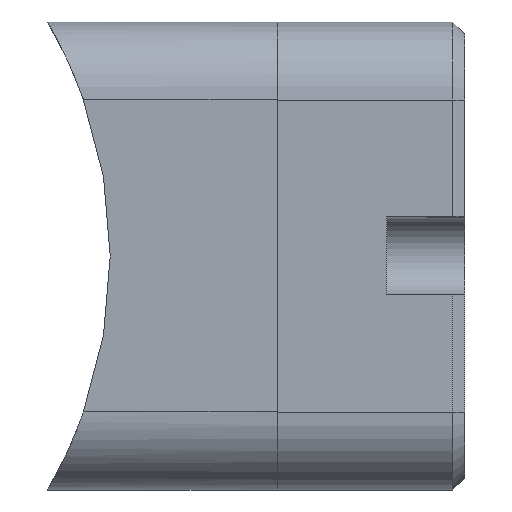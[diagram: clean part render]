
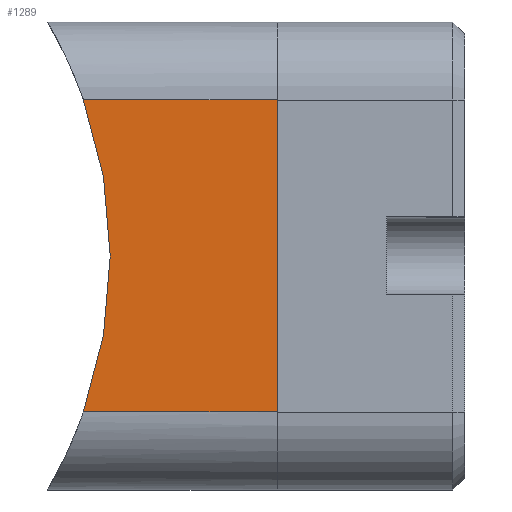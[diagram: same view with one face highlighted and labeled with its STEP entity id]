
A CAD part, left-side view. The second image highlights one B-rep face of the part: STEP entity #1289.
In plain terms, the highlighted planar face has unit normal (-1, 0, 0).
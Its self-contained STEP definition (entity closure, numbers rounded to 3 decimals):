
#327 = AXIS2_PLACEMENT_3D ( 'NONE', #2097, #2083, #867 ) ;
#487 = EDGE_CURVE ( 'NONE', #1581, #1409, #1158, .T. ) ;
#582 = VECTOR ( 'NONE', #1568, 1000. ) ;
#764 = CARTESIAN_POINT ( 'NONE',  ( -15., 6., -7.5 ) ) ;
#867 = DIRECTION ( 'NONE',  ( 0., 0., -1. ) ) ;
#923 = VERTEX_POINT ( 'NONE', #1558 ) ;
#925 = DIRECTION ( 'NONE',  ( 1., 0., 0. ) ) ;
#952 = VECTOR ( 'NONE', #1175, 1000. ) ;
#957 = LINE ( 'NONE', #1353, #582 ) ;
#1158 = LINE ( 'NONE', #764, #952 ) ;
#1162 = AXIS2_PLACEMENT_3D ( 'NONE', #2574, #925, #2543 ) ;
#1174 = CARTESIAN_POINT ( 'NONE',  ( -15., 6., 5. ) ) ;
#1175 = DIRECTION ( 'NONE',  ( 0., 0., 1. ) ) ;
#1289 = ADVANCED_FACE ( 'NONE', ( #1955 ), #2130, .F. ) ;
#1353 = CARTESIAN_POINT ( 'NONE',  ( -15., 15.093, 5. ) ) ;
#1408 = EDGE_CURVE ( 'NONE', #923, #1581, #2406, .T. ) ;
#1409 = VERTEX_POINT ( 'NONE', #1174 ) ;
#1474 = ORIENTED_EDGE ( 'NONE', *, *, #2271, .T. ) ;
#1487 = CARTESIAN_POINT ( 'NONE',  ( -15., 6., -5. ) ) ;
#1558 = CARTESIAN_POINT ( 'NONE',  ( -15., 12.214, -5. ) ) ;
#1568 = DIRECTION ( 'NONE',  ( 0., 1., 0. ) ) ;
#1581 = VERTEX_POINT ( 'NONE', #1487 ) ;
#1735 = ORIENTED_EDGE ( 'NONE', *, *, #487, .T. ) ;
#1790 = ORIENTED_EDGE ( 'NONE', *, *, #1408, .T. ) ;
#1921 = CIRCLE ( 'NONE', #327, 15. ) ;
#1955 = FACE_OUTER_BOUND ( 'NONE', #2559, .T. ) ;
#2004 = VERTEX_POINT ( 'NONE', #2107 ) ;
#2083 = DIRECTION ( 'NONE',  ( 1., 0., 0. ) ) ;
#2097 = CARTESIAN_POINT ( 'NONE',  ( -15., 26.356, 0. ) ) ;
#2107 = CARTESIAN_POINT ( 'NONE',  ( -15., 12.214, 5. ) ) ;
#2130 = PLANE ( 'NONE',  #1162 ) ;
#2147 = EDGE_CURVE ( 'NONE', #2004, #923, #1921, .T. ) ;
#2271 = EDGE_CURVE ( 'NONE', #1409, #2004, #957, .T. ) ;
#2406 = LINE ( 'NONE', #2691, #2501 ) ;
#2494 = DIRECTION ( 'NONE',  ( 0., -1., 0. ) ) ;
#2501 = VECTOR ( 'NONE', #2494, 1000. ) ;
#2515 = ORIENTED_EDGE ( 'NONE', *, *, #2147, .T. ) ;
#2543 = DIRECTION ( 'NONE',  ( 0., 0., -1. ) ) ;
#2559 = EDGE_LOOP ( 'NONE', ( #1474, #2515, #1790, #1735 ) ) ;
#2574 = CARTESIAN_POINT ( 'NONE',  ( -15., 15.093, -7.5 ) ) ;
#2691 = CARTESIAN_POINT ( 'NONE',  ( -15., 15.093, -5. ) ) ;
